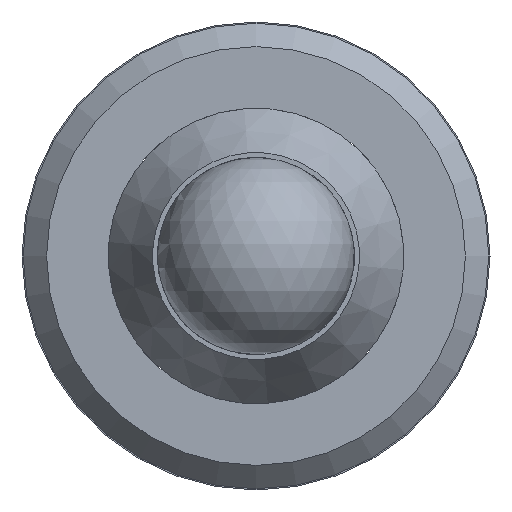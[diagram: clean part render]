
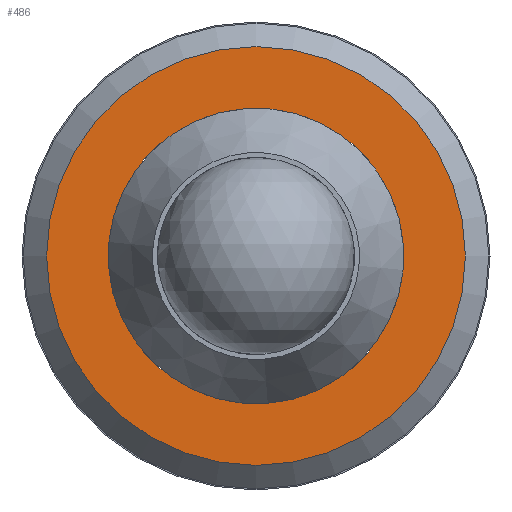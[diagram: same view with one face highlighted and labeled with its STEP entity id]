
A CAD part, left-side view. The second image highlights one B-rep face of the part: STEP entity #486.
In plain terms, the highlighted planar face has unit normal (-1, 0, 0).
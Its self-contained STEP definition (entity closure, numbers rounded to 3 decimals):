
#61 = CARTESIAN_POINT ( 'NONE',  ( -8.259, 1.26, 4.25 ) ) ;
#83 = PLANE ( 'NONE',  #236 ) ;
#85 = CARTESIAN_POINT ( 'NONE',  ( -8.259, 1.26, 0. ) ) ;
#88 = DIRECTION ( 'NONE',  ( 0., 0., 1. ) ) ;
#109 = EDGE_LOOP ( 'NONE', ( #214 ) ) ;
#130 = FACE_OUTER_BOUND ( 'NONE', #185, .T. ) ;
#155 = CIRCLE ( 'NONE', #455, 3. ) ;
#177 = EDGE_CURVE ( 'NONE', #277, #277, #515, .T. ) ;
#185 = EDGE_LOOP ( 'NONE', ( #482 ) ) ;
#214 = ORIENTED_EDGE ( 'NONE', *, *, #449, .F. ) ;
#236 = AXIS2_PLACEMENT_3D ( 'NONE', #487, #480, #88 ) ;
#244 = CARTESIAN_POINT ( 'NONE',  ( -8.259, 1.26, 0. ) ) ;
#264 = AXIS2_PLACEMENT_3D ( 'NONE', #244, #459, #332 ) ;
#277 = VERTEX_POINT ( 'NONE', #61 ) ;
#332 = DIRECTION ( 'NONE',  ( 0., 0., 1. ) ) ;
#365 = CARTESIAN_POINT ( 'NONE',  ( -8.259, 1.26, 3. ) ) ;
#398 = DIRECTION ( 'NONE',  ( -1., 0., 0. ) ) ;
#449 = EDGE_CURVE ( 'NONE', #463, #463, #155, .T. ) ;
#455 = AXIS2_PLACEMENT_3D ( 'NONE', #85, #398, #572 ) ;
#459 = DIRECTION ( 'NONE',  ( -1., 0., 0. ) ) ;
#463 = VERTEX_POINT ( 'NONE', #365 ) ;
#480 = DIRECTION ( 'NONE',  ( -1., 0., 0. ) ) ;
#482 = ORIENTED_EDGE ( 'NONE', *, *, #177, .T. ) ;
#483 = FACE_BOUND ( 'NONE', #109, .T. ) ;
#486 = ADVANCED_FACE ( 'NONE', ( #130, #483 ), #83, .T. ) ;
#487 = CARTESIAN_POINT ( 'NONE',  ( -8.259, 1.26, 0. ) ) ;
#515 = CIRCLE ( 'NONE', #264, 4.25 ) ;
#572 = DIRECTION ( 'NONE',  ( 0., 0., 1. ) ) ;
